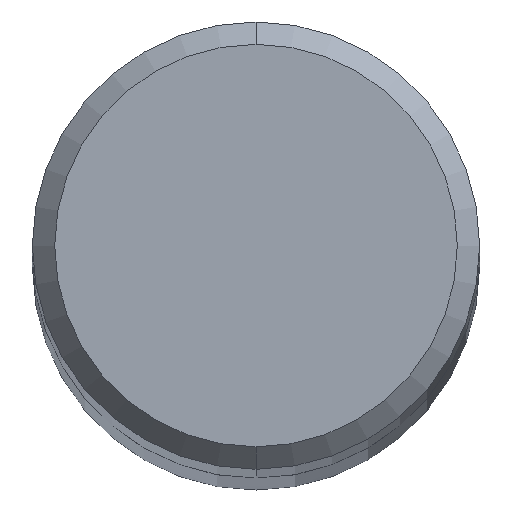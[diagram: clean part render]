
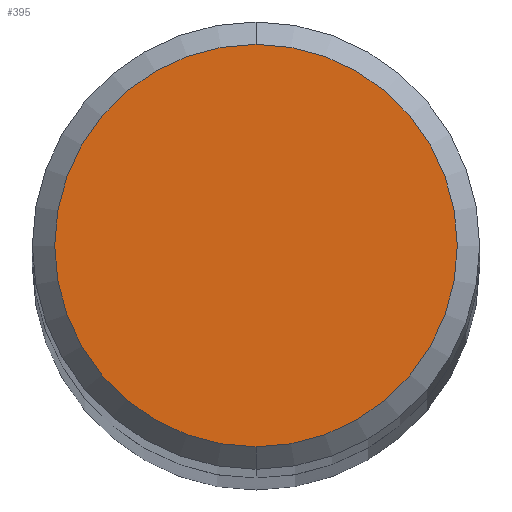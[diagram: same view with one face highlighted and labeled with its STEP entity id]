
A CAD part, top view. The second image highlights one B-rep face of the part: STEP entity #395.
In plain terms, the highlighted planar face has unit normal (0, 0, 1).
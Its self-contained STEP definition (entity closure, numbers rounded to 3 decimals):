
#171=EDGE_CURVE('',#213,#327,#448,.T.);
#213=VERTEX_POINT('',#491);
#327=VERTEX_POINT('',#618);
#395=ADVANCED_FACE('',(#693),#694,.T.);
#413=EDGE_CURVE('',#327,#213,#714,.T.);
#448=CIRCLE('',#741,3.6);
#491=CARTESIAN_POINT('',(0.,-3.6,0.0));
#618=CARTESIAN_POINT('',(0.0,3.6,0.0));
#693=FACE_OUTER_BOUND('',#1271,.T.);
#694=PLANE('',#1272);
#714=CIRCLE('',#1319,3.6);
#741=AXIS2_PLACEMENT_3D('',#1342,#1343,#1344);
#1271=EDGE_LOOP('',(#1595,#1596));
#1272=AXIS2_PLACEMENT_3D('',#1597,#1598,#1599);
#1319=AXIS2_PLACEMENT_3D('',#1633,#1634,#1635);
#1342=CARTESIAN_POINT('',(0.0,0.0,0.0));
#1343=DIRECTION('',(0.0,0.0,-1.0));
#1344=DIRECTION('',(0.0,1.0,0.0));
#1595=ORIENTED_EDGE('',*,*,#413,.F.);
#1596=ORIENTED_EDGE('',*,*,#171,.F.);
#1597=CARTESIAN_POINT('',(0.0,1.8,0.0));
#1598=DIRECTION('',(-0.0,0.0,1.0));
#1599=DIRECTION('',(0.0,-1.0,0.0));
#1633=CARTESIAN_POINT('',(0.0,0.0,0.0));
#1634=DIRECTION('',(0.0,0.0,-1.0));
#1635=DIRECTION('',(0.0,1.0,0.0));
